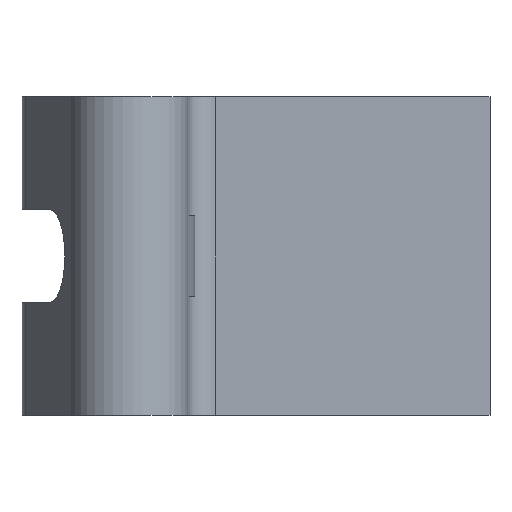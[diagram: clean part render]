
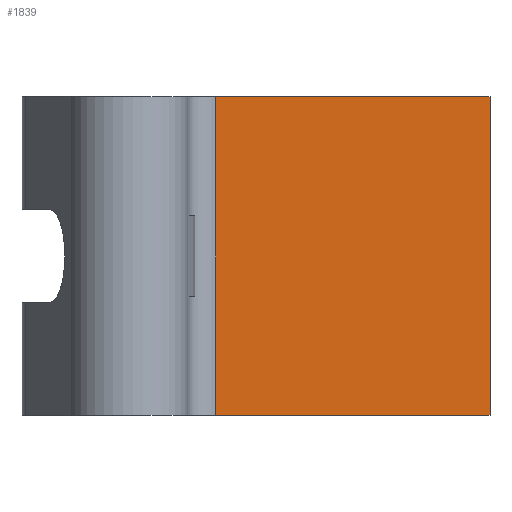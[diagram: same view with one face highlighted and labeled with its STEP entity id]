
A CAD part, front view. The second image highlights one B-rep face of the part: STEP entity #1839.
In plain terms, the highlighted planar face has unit normal (0, -1, 0).
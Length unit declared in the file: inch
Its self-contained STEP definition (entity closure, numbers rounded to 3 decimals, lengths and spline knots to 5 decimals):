
#47 = AXIS2_PLACEMENT_3D ( 'NONE', #1956, #1057, #149 ) ;
#99 = DIRECTION ( 'NONE',  ( 0., 0., -1. ) ) ;
#102 = ORIENTED_EDGE ( 'NONE', *, *, #1553, .F. ) ;
#149 = DIRECTION ( 'NONE',  ( 1., 0., 0. ) ) ;
#182 = VECTOR ( 'NONE', #931, 39.37008 ) ;
#282 = CARTESIAN_POINT ( 'NONE',  ( -0.119, 0., 0. ) ) ;
#286 = PLANE ( 'NONE',  #47 ) ;
#297 = EDGE_LOOP ( 'NONE', ( #1610, #1609, #1173, #102 ) ) ;
#398 = LINE ( 'NONE', #1003, #1564 ) ;
#429 = EDGE_CURVE ( 'NONE', #1415, #1872, #1366, .T. ) ;
#471 = VECTOR ( 'NONE', #1516, 39.37008 ) ;
#486 = EDGE_CURVE ( 'NONE', #1643, #1136, #990, .T. ) ;
#658 = FACE_OUTER_BOUND ( 'NONE', #297, .T. ) ;
#766 = CARTESIAN_POINT ( 'NONE',  ( -0.119, 0., 0.138 ) ) ;
#826 = LINE ( 'NONE', #766, #471 ) ;
#856 = CARTESIAN_POINT ( 'NONE',  ( 0., 0., 0. ) ) ;
#931 = DIRECTION ( 'NONE',  ( -1., 0., 0. ) ) ;
#990 = LINE ( 'NONE', #1129, #182 ) ;
#1003 = CARTESIAN_POINT ( 'NONE',  ( 0., 0., 0.138 ) ) ;
#1057 = DIRECTION ( 'NONE',  ( 0., -1., 0. ) ) ;
#1126 = DIRECTION ( 'NONE',  ( 1., 0., 0. ) ) ;
#1129 = CARTESIAN_POINT ( 'NONE',  ( -0.137, 0., 0. ) ) ;
#1136 = VERTEX_POINT ( 'NONE', #282 ) ;
#1171 = CARTESIAN_POINT ( 'NONE',  ( -0.177, 0., 0.138 ) ) ;
#1173 = ORIENTED_EDGE ( 'NONE', *, *, #486, .F. ) ;
#1216 = CARTESIAN_POINT ( 'NONE',  ( 0., 0., 0.138 ) ) ;
#1273 = CARTESIAN_POINT ( 'NONE',  ( -0.119, 0., 0.138 ) ) ;
#1366 = LINE ( 'NONE', #1171, #1810 ) ;
#1415 = VERTEX_POINT ( 'NONE', #1273 ) ;
#1516 = DIRECTION ( 'NONE',  ( 0., 0., -1. ) ) ;
#1553 = EDGE_CURVE ( 'NONE', #1872, #1643, #398, .T. ) ;
#1564 = VECTOR ( 'NONE', #99, 39.37008 ) ;
#1609 = ORIENTED_EDGE ( 'NONE', *, *, #1936, .T. ) ;
#1610 = ORIENTED_EDGE ( 'NONE', *, *, #429, .F. ) ;
#1643 = VERTEX_POINT ( 'NONE', #856 ) ;
#1810 = VECTOR ( 'NONE', #1126, 39.37008 ) ;
#1839 = ADVANCED_FACE ( 'NONE', ( #658 ), #286, .T. ) ;
#1872 = VERTEX_POINT ( 'NONE', #1216 ) ;
#1936 = EDGE_CURVE ( 'NONE', #1415, #1136, #826, .T. ) ;
#1956 = CARTESIAN_POINT ( 'NONE',  ( 0., 0., 0.138 ) ) ;
